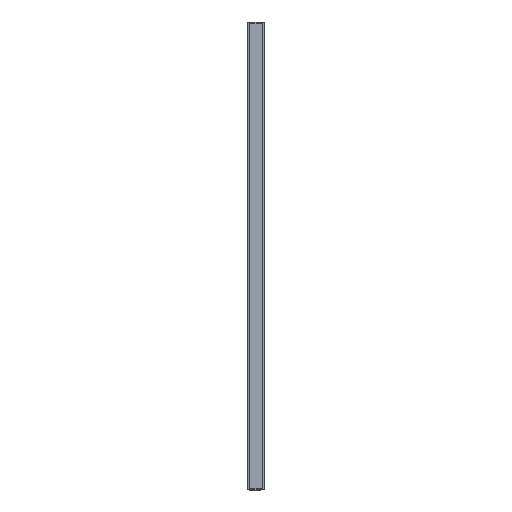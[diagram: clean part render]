
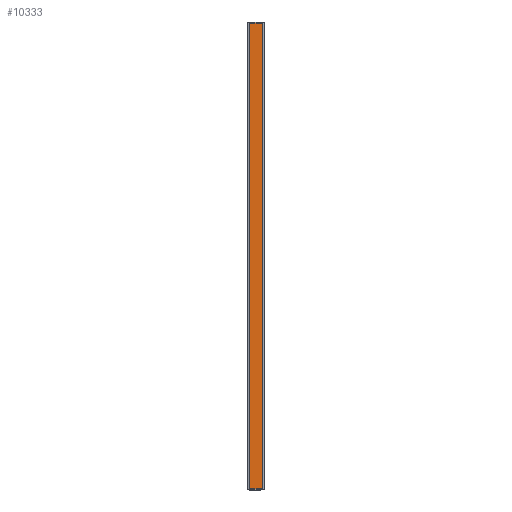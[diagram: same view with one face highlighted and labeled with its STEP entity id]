
A CAD part, top view. The second image highlights one B-rep face of the part: STEP entity #10333.
In plain terms, the highlighted face is planar.
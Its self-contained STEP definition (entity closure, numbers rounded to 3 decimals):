
#9825=DIRECTION('',(1.,0.,0.));
#9826=VECTOR('',#9825,25.8);
#9827=CARTESIAN_POINT('',(-12.9,0.,-500.));
#9828=LINE('',#9827,#9826);
#9879=DIRECTION('',(0.,0.,1.));
#9880=VECTOR('',#9879,1000.);
#9881=CARTESIAN_POINT('',(12.9,0.,-500.));
#9882=LINE('',#9881,#9880);
#9883=DIRECTION('',(0.,0.,1.));
#9884=VECTOR('',#9883,1000.);
#9885=CARTESIAN_POINT('',(-12.9,0.,-500.));
#9886=LINE('',#9885,#9884);
#9986=DIRECTION('',(1.,0.,0.));
#9987=VECTOR('',#9986,25.8);
#9988=CARTESIAN_POINT('',(-12.9,0.,500.));
#9989=LINE('',#9988,#9987);
#10077=CARTESIAN_POINT('',(-12.9,0.,-500.));
#10078=CARTESIAN_POINT('',(12.9,0.,-500.));
#10079=VERTEX_POINT('',#10077);
#10080=VERTEX_POINT('',#10078);
#10105=CARTESIAN_POINT('',(-12.9,0.,500.));
#10106=CARTESIAN_POINT('',(12.9,0.,500.));
#10107=VERTEX_POINT('',#10105);
#10108=VERTEX_POINT('',#10106);
#10320=CARTESIAN_POINT('',(-12.9,0.,-500.));
#10321=DIRECTION('',(0.,-1.,0.));
#10322=DIRECTION('',(1.,0.,0.));
#10323=AXIS2_PLACEMENT_3D('',#10320,#10321,#10322);
#10324=PLANE('',#10323);
#10325=ORIENTED_EDGE('',*,*,#10204,.F.);
#10327=ORIENTED_EDGE('',*,*,#10326,.T.);
#10329=ORIENTED_EDGE('',*,*,#10328,.T.);
#10330=ORIENTED_EDGE('',*,*,#10312,.F.);
#10331=EDGE_LOOP('',(#10325,#10327,#10329,#10330));
#10332=FACE_OUTER_BOUND('',#10331,.F.);
#10333=ADVANCED_FACE('',(#10332),#10324,.T.);
#10204=EDGE_CURVE('',#10079,#10080,#9828,.T.);
#10312=EDGE_CURVE('',#10080,#10108,#9882,.T.);
#10326=EDGE_CURVE('',#10079,#10107,#9886,.T.);
#10328=EDGE_CURVE('',#10107,#10108,#9989,.T.);
